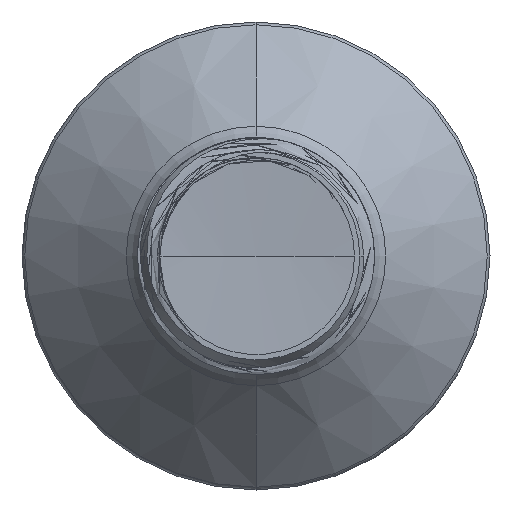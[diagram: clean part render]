
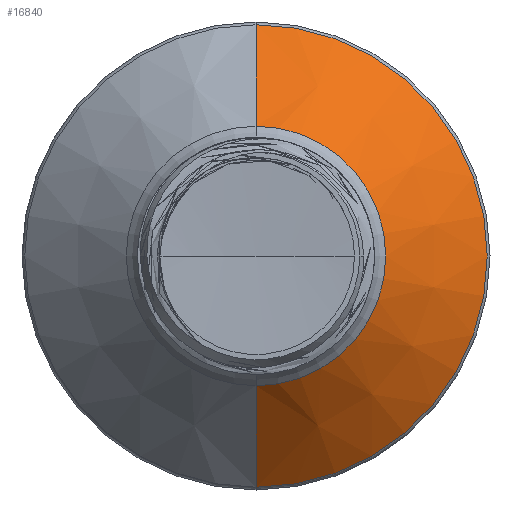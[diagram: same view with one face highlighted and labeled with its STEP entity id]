
A CAD part, front view. The second image highlights one B-rep face of the part: STEP entity #16840.
In plain terms, the highlighted conical face has half-angle 45 degrees and reference radius 4.381 mm.
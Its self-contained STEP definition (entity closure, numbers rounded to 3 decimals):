
#1432 = ORIENTED_EDGE ( 'NONE', *, *, #32205, .F. ) ;
#1842 = VERTEX_POINT ( 'NONE', #24990 ) ;
#1851 = ORIENTED_EDGE ( 'NONE', *, *, #32116, .T. ) ;
#2883 = DIRECTION ( 'NONE',  ( 0., 0.707, -0.707 ) ) ;
#3029 = CARTESIAN_POINT ( 'NONE',  ( 0., 38.058, 0. ) ) ;
#3621 = CONICAL_SURFACE ( 'NONE', #26904, 4.381, 0.785 ) ;
#3928 = VERTEX_POINT ( 'NONE', #25873 ) ;
#4715 = FACE_OUTER_BOUND ( 'NONE', #6739, .T. ) ;
#5631 = VECTOR ( 'NONE', #2883, 1000. ) ;
#6536 = DIRECTION ( 'NONE',  ( 0., 0., 1. ) ) ;
#6734 = CIRCLE ( 'NONE', #22174, 4.381 ) ;
#6739 = EDGE_LOOP ( 'NONE', ( #1851, #17903, #31327, #1432 ) ) ;
#7086 = VERTEX_POINT ( 'NONE', #11705 ) ;
#11705 = CARTESIAN_POINT ( 'NONE',  ( 0., 38.058, 4.381 ) ) ;
#11777 = DIRECTION ( 'NONE',  ( 0., 1., 0. ) ) ;
#11811 = CARTESIAN_POINT ( 'NONE',  ( 0., 38.058, 0. ) ) ;
#11822 = DIRECTION ( 'NONE',  ( 0., 0., 1. ) ) ;
#14712 = CIRCLE ( 'NONE', #24366, 7.807 ) ;
#16764 = CARTESIAN_POINT ( 'NONE',  ( 0., 41.485, 0. ) ) ;
#16840 = ADVANCED_FACE ( 'NONE', ( #4715 ), #3621, .T. ) ;
#17903 = ORIENTED_EDGE ( 'NONE', *, *, #32160, .T. ) ;
#20156 = DIRECTION ( 'NONE',  ( 0., 0., 1. ) ) ;
#22174 = AXIS2_PLACEMENT_3D ( 'NONE', #3029, #26627, #6536 ) ;
#22277 = VERTEX_POINT ( 'NONE', #34707 ) ;
#22571 = VECTOR ( 'NONE', #38371, 1000. ) ;
#23357 = CARTESIAN_POINT ( 'NONE',  ( 0., 38.058, -4.381 ) ) ;
#23614 = LINE ( 'NONE', #23357, #5631 ) ;
#24366 = AXIS2_PLACEMENT_3D ( 'NONE', #16764, #38248, #20156 ) ;
#24990 = CARTESIAN_POINT ( 'NONE',  ( 0., 38.058, -4.381 ) ) ;
#25873 = CARTESIAN_POINT ( 'NONE',  ( 0., 41.485, 7.807 ) ) ;
#26627 = DIRECTION ( 'NONE',  ( 0., 1., 0. ) ) ;
#26904 = AXIS2_PLACEMENT_3D ( 'NONE', #11811, #11777, #11822 ) ;
#31038 = LINE ( 'NONE', #35679, #22571 ) ;
#31327 = ORIENTED_EDGE ( 'NONE', *, *, #32162, .F. ) ;
#32116 = EDGE_CURVE ( 'NONE', #7086, #1842, #6734, .T. ) ;
#32160 = EDGE_CURVE ( 'NONE', #1842, #22277, #23614, .T. ) ;
#32162 = EDGE_CURVE ( 'NONE', #3928, #22277, #14712, .T. ) ;
#32205 = EDGE_CURVE ( 'NONE', #7086, #3928, #31038, .T. ) ;
#34707 = CARTESIAN_POINT ( 'NONE',  ( 0., 41.485, -7.807 ) ) ;
#35679 = CARTESIAN_POINT ( 'NONE',  ( 0., 38.058, 4.381 ) ) ;
#38248 = DIRECTION ( 'NONE',  ( 0., 1., 0. ) ) ;
#38371 = DIRECTION ( 'NONE',  ( 0., 0.707, 0.707 ) ) ;
